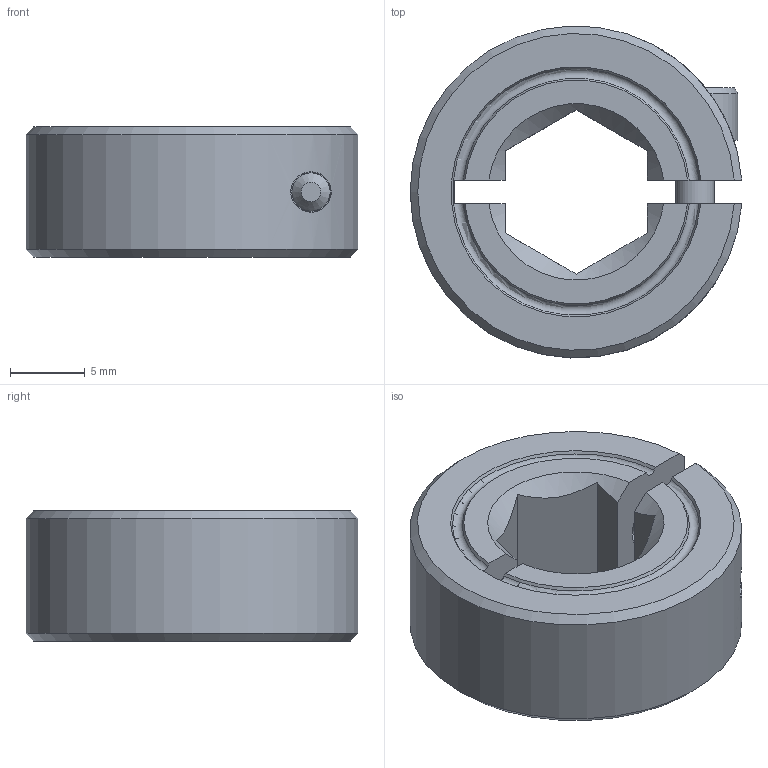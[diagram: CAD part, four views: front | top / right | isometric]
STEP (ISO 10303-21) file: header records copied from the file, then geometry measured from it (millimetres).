
FILE_DESCRIPTION(/* description */ (''),/* implementation_level */ '2;1');
FILE_NAME(/* name */ 'CL-6HX-A.stp',/* time_stamp */ '2019-12-04T16:36:44-08:00',/* author */ ('Phillips Lenovo'),/* organization */ ('Autodesk Inc.'),/* preprocessor_version */ 'ST-DEVELOPER v18',/* originating_system */ 'Autodesk Inventor 2020',/* authorisation */ '');
FILE_SCHEMA (('AUTOMOTIVE_DESIGN { 1 0 10303 214 3 1 1 }'));
Length unit declared in the file: inch
Products named in the file (3): CL-6HX-A; CLHEX_CL-6-F; Inch Socket Head Cap Screws1_CF6-32_0.375
Assembly tree (2 placements, depth 2):
  CL-6HX-A
    CLHEX_CL-6-F
    Inch Socket Head Cap Screws1_CF6-32_0.375
Bounding box: 22.2 x 22.21 x 8.71 mm (x, y, z)
Volume: 2442.7 mm3; surface area: 1875.3 mm2
Topology: 2 solids, 2 shells, 46 faces, 125 edges, 86 vertices
Faces by surface type: plane 28, cone 11, cylinder 6, torus 1
Full cylindrical faces by diameter (mm): 2.56 x1, 2.705 x1, 3.658 x1, 5.74 x1
Entity records: 1688 total; most frequent: CARTESIAN_POINT 456, ORIENTED_EDGE 250, DIRECTION 218, EDGE_CURVE 125, VERTEX_POINT 86, AXIS2_PLACEMENT_3D 84, EDGE_LOOP 53, LINE 50
